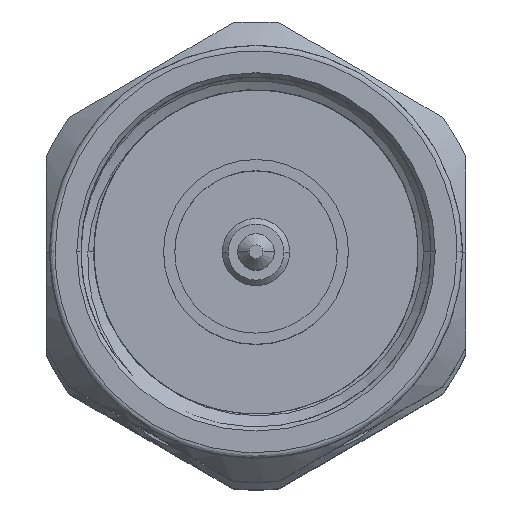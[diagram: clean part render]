
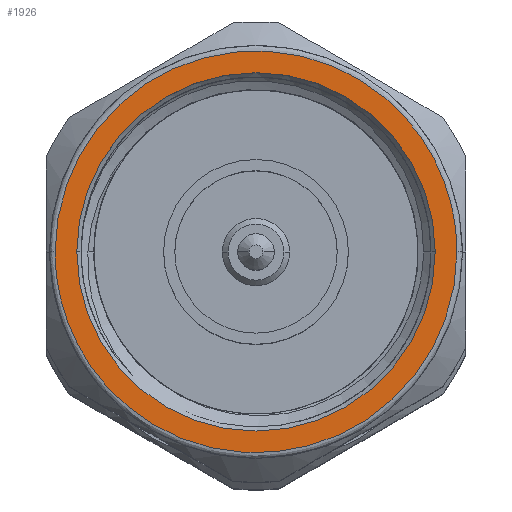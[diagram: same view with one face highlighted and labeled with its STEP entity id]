
A CAD part, top view. The second image highlights one B-rep face of the part: STEP entity #1926.
In plain terms, the highlighted face is planar.
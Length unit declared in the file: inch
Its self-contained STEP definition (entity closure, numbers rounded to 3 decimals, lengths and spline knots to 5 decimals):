
#26 = ORIENTED_EDGE ( 'NONE', *, *, #3637, .F. ) ;
#84 = EDGE_LOOP ( 'NONE', ( #26, #2022 ) ) ;
#199 = EDGE_CURVE ( 'NONE', #1479, #2056, #1981, .T. ) ;
#209 = FACE_BOUND ( 'NONE', #84, .T. ) ;
#264 = AXIS2_PLACEMENT_3D ( 'NONE', #273, #1110, #1403 ) ;
#273 = CARTESIAN_POINT ( 'NONE',  ( 0.00139, 0., 0. ) ) ;
#647 = DIRECTION ( 'NONE',  ( -1., 0., 0. ) ) ;
#677 = AXIS2_PLACEMENT_3D ( 'NONE', #3567, #2888, #1018 ) ;
#749 = CARTESIAN_POINT ( 'NONE',  ( 0.00139, 0., 0.35879 ) ) ;
#942 = DIRECTION ( 'NONE',  ( 0., 0., -1. ) ) ;
#999 = FACE_OUTER_BOUND ( 'NONE', #2823, .T. ) ;
#1018 = DIRECTION ( 'NONE',  ( 0., 0., 1. ) ) ;
#1025 = CARTESIAN_POINT ( 'NONE',  ( 0.00139, 0., 0.35879 ) ) ;
#1110 = DIRECTION ( 'NONE',  ( -1., 0., 0. ) ) ;
#1403 = DIRECTION ( 'NONE',  ( 0., 0., -1. ) ) ;
#1479 = VERTEX_POINT ( 'NONE', #3124 ) ;
#1482 =( BOUNDED_CURVE ( )  B_SPLINE_CURVE ( 3, ( #1025, #1649, #2777, #2705 ),
 .UNSPECIFIED., .F., .F. ) 
 B_SPLINE_CURVE_WITH_KNOTS ( ( 4, 4 ),
 ( 0., 1. ),
 .UNSPECIFIED. ) 
 CURVE ( )  GEOMETRIC_REPRESENTATION_ITEM ( )  RATIONAL_B_SPLINE_CURVE ( ( 1., 0.333, 0.333, 1. ) ) 
 REPRESENTATION_ITEM ( '' )  );
#1645 = VERTEX_POINT ( 'NONE', #3541 ) ;
#1649 = CARTESIAN_POINT ( 'NONE',  ( 0.00139, -0.71759, 0.35879 ) ) ;
#1926 = ADVANCED_FACE ( 'NONE', ( #999, #209 ), #2599, .F. ) ;
#1981 =( BOUNDED_CURVE ( )  B_SPLINE_CURVE ( 3, ( #2364, #2386, #2442, #2950 ),
 .UNSPECIFIED., .F., .F. ) 
 B_SPLINE_CURVE_WITH_KNOTS ( ( 4, 4 ),
 ( 0., 1. ),
 .UNSPECIFIED. ) 
 CURVE ( )  GEOMETRIC_REPRESENTATION_ITEM ( )  RATIONAL_B_SPLINE_CURVE ( ( 1., 0.333, 0.333, 1. ) ) 
 REPRESENTATION_ITEM ( '' )  );
#2022 = ORIENTED_EDGE ( 'NONE', *, *, #2980, .F. ) ;
#2056 = VERTEX_POINT ( 'NONE', #749 ) ;
#2364 = CARTESIAN_POINT ( 'NONE',  ( 0.00139, 0., -0.35879 ) ) ;
#2380 = ORIENTED_EDGE ( 'NONE', *, *, #2745, .F. ) ;
#2386 = CARTESIAN_POINT ( 'NONE',  ( 0.00139, 0.71759, -0.35879 ) ) ;
#2442 = CARTESIAN_POINT ( 'NONE',  ( 0.00139, 0.71759, 0.35879 ) ) ;
#2599 = PLANE ( 'NONE',  #677 ) ;
#2705 = CARTESIAN_POINT ( 'NONE',  ( 0.00139, 0., -0.35879 ) ) ;
#2745 = EDGE_CURVE ( 'NONE', #2056, #1479, #1482, .T. ) ;
#2777 = CARTESIAN_POINT ( 'NONE',  ( 0.00139, -0.71759, -0.35879 ) ) ;
#2823 = EDGE_LOOP ( 'NONE', ( #2380, #2889 ) ) ;
#2888 = DIRECTION ( 'NONE',  ( 1., 0., 0. ) ) ;
#2889 = ORIENTED_EDGE ( 'NONE', *, *, #199, .F. ) ;
#2950 = CARTESIAN_POINT ( 'NONE',  ( 0.00139, 0., 0.35879 ) ) ;
#2980 = EDGE_CURVE ( 'NONE', #3486, #1645, #3529, .T. ) ;
#3054 = CIRCLE ( 'NONE', #264, 0.32 ) ;
#3124 = CARTESIAN_POINT ( 'NONE',  ( 0.00139, 0., -0.35879 ) ) ;
#3258 = CARTESIAN_POINT ( 'NONE',  ( 0.00139, 0., 0. ) ) ;
#3486 = VERTEX_POINT ( 'NONE', #3638 ) ;
#3529 = CIRCLE ( 'NONE', #3533, 0.32 ) ;
#3533 = AXIS2_PLACEMENT_3D ( 'NONE', #3258, #647, #942 ) ;
#3541 = CARTESIAN_POINT ( 'NONE',  ( 0.00139, 0., -0.32 ) ) ;
#3567 = CARTESIAN_POINT ( 'NONE',  ( 0.00139, 0.36879, 0. ) ) ;
#3637 = EDGE_CURVE ( 'NONE', #1645, #3486, #3054, .T. ) ;
#3638 = CARTESIAN_POINT ( 'NONE',  ( 0.00139, 0., 0.32 ) ) ;
